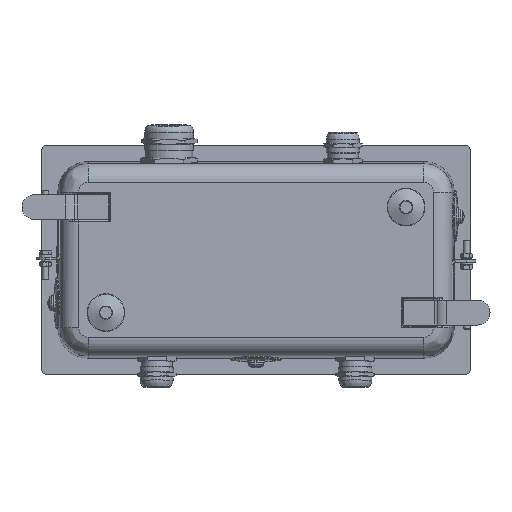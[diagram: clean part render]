
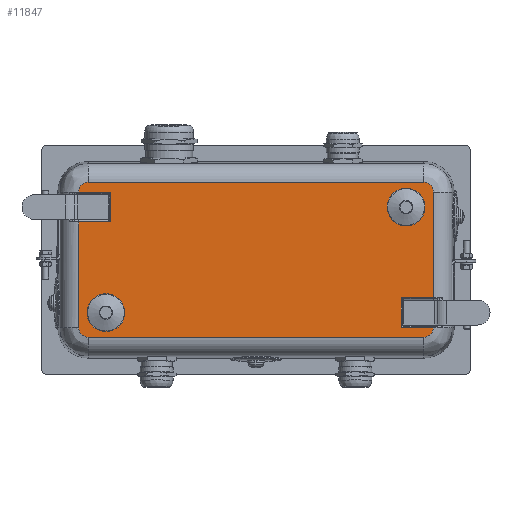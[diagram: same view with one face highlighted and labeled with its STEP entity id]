
A CAD part, front view. The second image highlights one B-rep face of the part: STEP entity #11847.
In plain terms, the highlighted planar face has unit normal (0, -1, 0).
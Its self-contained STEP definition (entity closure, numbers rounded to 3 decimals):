
#773=LINE('',#17605,#1407);
#774=LINE('',#17635,#1408);
#779=LINE('',#17661,#1413);
#783=LINE('',#17687,#1417);
#788=LINE('',#17782,#1422);
#792=LINE('',#17808,#1426);
#794=LINE('',#17883,#1428);
#796=LINE('',#17924,#1430);
#801=LINE('',#18003,#1435);
#802=LINE('',#18007,#1436);
#1407=VECTOR('',#14095,10.);
#1408=VECTOR('',#14110,10.);
#1413=VECTOR('',#14121,10.);
#1417=VECTOR('',#14137,10.);
#1422=VECTOR('',#14162,10.);
#1426=VECTOR('',#14178,10.);
#1428=VECTOR('',#14198,10.);
#1430=VECTOR('',#14218,10.);
#1435=VECTOR('',#14255,10.);
#1436=VECTOR('',#14260,10.);
#2185=FACE_BOUND('',#3068,.T.);
#2186=FACE_BOUND('',#3069,.T.);
#2340=FACE_OUTER_BOUND('',#3067,.T.);
#3067=EDGE_LOOP('',(#7607,#7608,#7609,#7610,#7611,#7612,#7613,#7614,#7615,
#7616,#7617,#7618,#7619,#7620));
#3068=EDGE_LOOP('',(#7621));
#3069=EDGE_LOOP('',(#7622));
#3820=CIRCLE('',#12586,7.896);
#3824=CIRCLE('',#12590,7.896);
#3828=CIRCLE('',#12595,7.896);
#3831=CIRCLE('',#12598,7.896);
#3873=CIRCLE('',#12676,15.194);
#3877=CIRCLE('',#12683,15.194);
#4479=VERTEX_POINT('',#17575);
#4482=VERTEX_POINT('',#17581);
#4483=VERTEX_POINT('',#17593);
#4486=VERTEX_POINT('',#17598);
#4487=VERTEX_POINT('',#17603);
#4489=VERTEX_POINT('',#17617);
#4490=VERTEX_POINT('',#17629);
#4491=VERTEX_POINT('',#17631);
#4497=VERTEX_POINT('',#17660);
#4503=VERTEX_POINT('',#17684);
#4513=VERTEX_POINT('',#17781);
#4519=VERTEX_POINT('',#17805);
#4524=VERTEX_POINT('',#17880);
#4538=VERTEX_POINT('',#18001);
#4558=VERTEX_POINT('',#18081);
#4561=VERTEX_POINT('',#18092);
#5609=EDGE_CURVE('',#4482,#4479,#3820,.T.);
#5613=EDGE_CURVE('',#4486,#4483,#3824,.T.);
#5616=EDGE_CURVE('',#4487,#4486,#773,.T.);
#5619=EDGE_CURVE('',#4489,#4487,#3828,.T.);
#5622=EDGE_CURVE('',#4491,#4490,#3831,.T.);
#5623=EDGE_CURVE('',#4479,#4491,#774,.T.);
#5631=EDGE_CURVE('',#4490,#4497,#779,.T.);
#5641=EDGE_CURVE('',#4503,#4497,#783,.T.);
#5656=EDGE_CURVE('',#4483,#4513,#788,.T.);
#5666=EDGE_CURVE('',#4513,#4519,#792,.T.);
#5676=EDGE_CURVE('',#4524,#4489,#794,.T.);
#5685=EDGE_CURVE('',#4503,#4524,#796,.T.);
#5701=EDGE_CURVE('',#4519,#4538,#801,.T.);
#5703=EDGE_CURVE('',#4482,#4538,#802,.T.);
#5729=EDGE_CURVE('',#4558,#4558,#3873,.T.);
#5733=EDGE_CURVE('',#4561,#4561,#3877,.T.);
#7607=ORIENTED_EDGE('',*,*,#5703,.T.);
#7608=ORIENTED_EDGE('',*,*,#5701,.F.);
#7609=ORIENTED_EDGE('',*,*,#5666,.F.);
#7610=ORIENTED_EDGE('',*,*,#5656,.F.);
#7611=ORIENTED_EDGE('',*,*,#5613,.F.);
#7612=ORIENTED_EDGE('',*,*,#5616,.F.);
#7613=ORIENTED_EDGE('',*,*,#5619,.F.);
#7614=ORIENTED_EDGE('',*,*,#5676,.F.);
#7615=ORIENTED_EDGE('',*,*,#5685,.F.);
#7616=ORIENTED_EDGE('',*,*,#5641,.T.);
#7617=ORIENTED_EDGE('',*,*,#5631,.F.);
#7618=ORIENTED_EDGE('',*,*,#5622,.F.);
#7619=ORIENTED_EDGE('',*,*,#5623,.F.);
#7620=ORIENTED_EDGE('',*,*,#5609,.F.);
#7621=ORIENTED_EDGE('',*,*,#5729,.F.);
#7622=ORIENTED_EDGE('',*,*,#5733,.F.);
#10769=PLANE('',#12682);
#11847=ADVANCED_FACE('',(#2340,#2185,#2186),#10769,.T.);
#12586=AXIS2_PLACEMENT_3D('',#17583,#14080,#14081);
#12590=AXIS2_PLACEMENT_3D('',#17600,#14088,#14089);
#12595=AXIS2_PLACEMENT_3D('',#17619,#14100,#14101);
#12598=AXIS2_PLACEMENT_3D('',#17633,#14106,#14107);
#12676=AXIS2_PLACEMENT_3D('',#18083,#14307,#14308);
#12682=AXIS2_PLACEMENT_3D('',#18091,#14319,#14320);
#12683=AXIS2_PLACEMENT_3D('',#18093,#14321,#14322);
#14080=DIRECTION('center_axis',(0.,1.,0.));
#14081=DIRECTION('ref_axis',(0.707,0.,-0.707));
#14088=DIRECTION('center_axis',(0.,1.,0.));
#14089=DIRECTION('ref_axis',(0.707,0.,0.707));
#14095=DIRECTION('',(1.,0.,0.));
#14100=DIRECTION('center_axis',(0.,1.,0.));
#14101=DIRECTION('ref_axis',(-0.707,0.,0.707));
#14106=DIRECTION('center_axis',(0.,1.,0.));
#14107=DIRECTION('ref_axis',(-0.707,0.,-0.707));
#14110=DIRECTION('',(-1.,0.,0.));
#14121=DIRECTION('',(0.,0.,1.));
#14137=DIRECTION('',(-1.,0.,0.));
#14162=DIRECTION('',(0.,0.,-1.));
#14178=DIRECTION('',(-1.,0.,0.));
#14198=DIRECTION('',(-1.,0.,0.));
#14218=DIRECTION('',(0.,0.,1.));
#14255=DIRECTION('',(0.,0.,-1.));
#14260=DIRECTION('',(-1.,0.,0.));
#14307=DIRECTION('center_axis',(0.,-1.,0.));
#14308=DIRECTION('ref_axis',(1.,0.,0.));
#14319=DIRECTION('center_axis',(0.,-1.,0.));
#14320=DIRECTION('ref_axis',(-1.,0.,0.));
#14321=DIRECTION('center_axis',(0.,-1.,0.));
#14322=DIRECTION('ref_axis',(1.,0.,0.));
#17575=CARTESIAN_POINT('',(135.,4.,-62.396));
#17581=CARTESIAN_POINT('',(142.896,4.,-54.5));
#17583=CARTESIAN_POINT('Origin',(135.,4.,-54.5));
#17593=CARTESIAN_POINT('',(142.896,4.,54.5));
#17598=CARTESIAN_POINT('',(135.,4.,62.396));
#17600=CARTESIAN_POINT('Origin',(135.,4.,54.5));
#17603=CARTESIAN_POINT('',(-135.,4.,62.396));
#17605=CARTESIAN_POINT('',(-67.5,4.,62.396));
#17617=CARTESIAN_POINT('',(-142.896,4.,54.5));
#17619=CARTESIAN_POINT('Origin',(-135.,4.,54.5));
#17629=CARTESIAN_POINT('',(-142.896,4.,-54.5));
#17631=CARTESIAN_POINT('',(-135.,4.,-62.396));
#17633=CARTESIAN_POINT('Origin',(-135.,4.,-54.5));
#17635=CARTESIAN_POINT('',(67.5,4.,-62.396));
#17660=CARTESIAN_POINT('',(-142.896,4.,30.5));
#17661=CARTESIAN_POINT('',(-142.896,4.,-27.25));
#17684=CARTESIAN_POINT('',(-116.896,4.,30.5));
#17687=CARTESIAN_POINT('',(-83.948,4.,30.5));
#17781=CARTESIAN_POINT('',(142.896,4.,-30.5));
#17782=CARTESIAN_POINT('',(142.896,4.,27.25));
#17805=CARTESIAN_POINT('',(116.896,4.,-30.5));
#17808=CARTESIAN_POINT('',(83.948,4.,-30.5));
#17880=CARTESIAN_POINT('',(-116.896,4.,54.5));
#17883=CARTESIAN_POINT('',(-58.948,4.,54.5));
#17924=CARTESIAN_POINT('',(-116.896,4.,15.75));
#18001=CARTESIAN_POINT('',(116.896,4.,-54.5));
#18003=CARTESIAN_POINT('',(116.896,4.,-15.75));
#18007=CARTESIAN_POINT('',(58.948,4.,-54.5));
#18081=CARTESIAN_POINT('',(105.701,4.,42.5));
#18083=CARTESIAN_POINT('Origin',(120.896,4.,42.5));
#18091=CARTESIAN_POINT('Origin',(0.,4.,
0.));
#18092=CARTESIAN_POINT('',(-136.09,4.,-42.5));
#18093=CARTESIAN_POINT('Origin',(-120.896,4.,-42.5));
